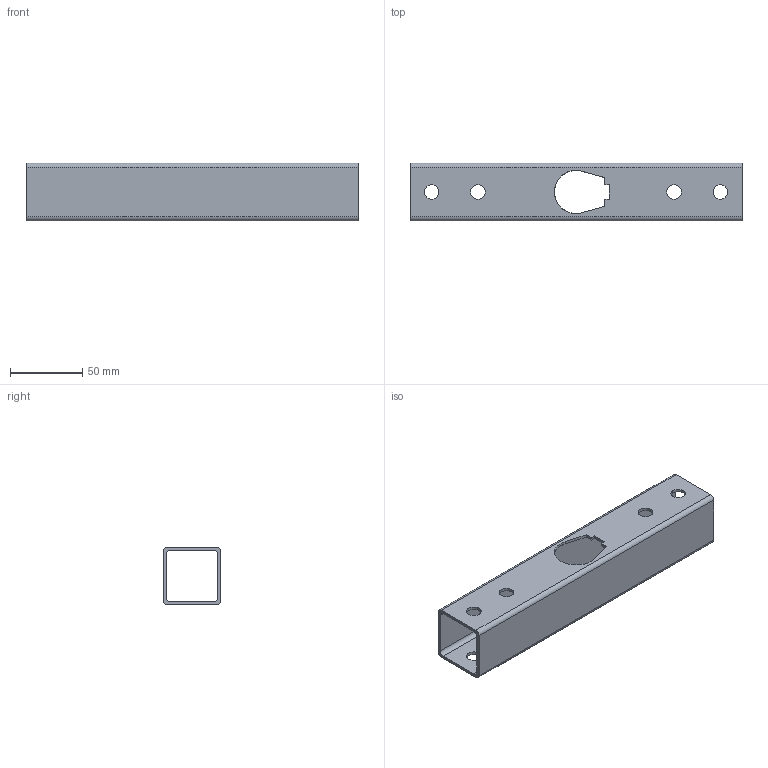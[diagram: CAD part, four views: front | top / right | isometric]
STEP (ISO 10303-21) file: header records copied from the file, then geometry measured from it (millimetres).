
FILE_DESCRIPTION(/* description */ (''),/* implementation_level */ '2;1');
FILE_NAME(/* name */ '5.2 Bottom Tube.step',/* time_stamp */ '2024-08-15T23:59:00+02:00',/* author */ (''),/* organization */ (''),/* preprocessor_version */ 'ST-DEVELOPER v20',/* originating_system */ 'Autodesk Translation Framework v13.14.0.145',/* authorisation */ '');
FILE_SCHEMA (('AUTOMOTIVE_DESIGN { 1 0 10303 214 3 1 1 }'));
Length unit declared in the file: millimetre
Products named in the file (1): Bottom Tube
Bounding box: 230 x 40 x 40 mm (x, y, z)
Volume: 63421.9 mm3; surface area: 62813.4 mm2
Topology: 1 solids, 1 shells, 44 faces, 128 edges, 84 vertices
Faces by surface type: plane 26, cylinder 18
Full cylindrical faces by diameter (mm): 10.1 x6, 25 x2
Entity records: 1537 total; most frequent: DIRECTION 258, CARTESIAN_POINT 257, ORIENTED_EDGE 256, EDGE_CURVE 128, LINE 88, VECTOR 88, AXIS2_PLACEMENT_3D 85, VERTEX_POINT 84
